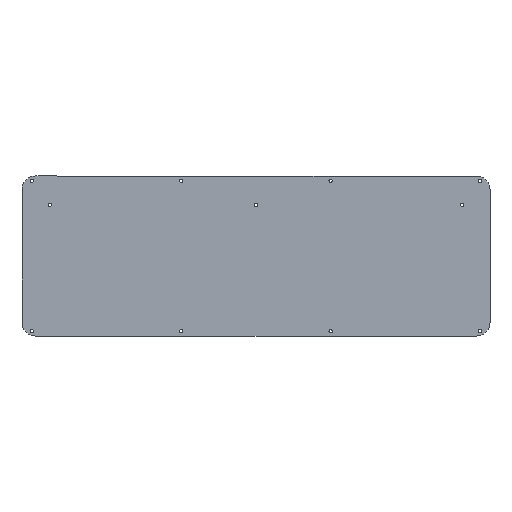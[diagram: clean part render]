
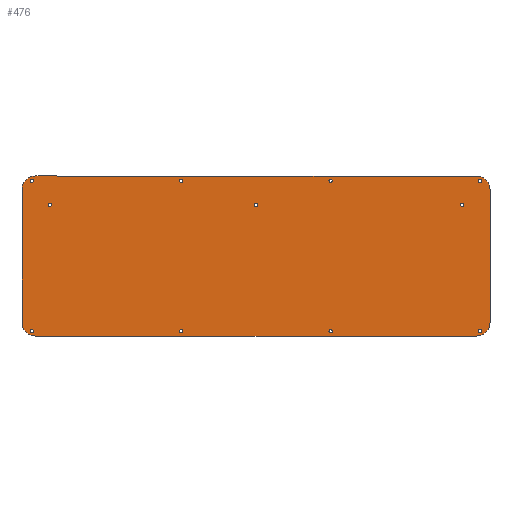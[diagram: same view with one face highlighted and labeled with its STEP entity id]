
A CAD part, top view. The second image highlights one B-rep face of the part: STEP entity #476.
In plain terms, the highlighted planar face has unit normal (0, 0, 1).
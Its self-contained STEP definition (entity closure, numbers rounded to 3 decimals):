
#15=FACE_BOUND('',#90,.T.);
#16=FACE_BOUND('',#91,.T.);
#17=FACE_BOUND('',#92,.T.);
#18=FACE_BOUND('',#93,.T.);
#19=FACE_BOUND('',#94,.T.);
#20=FACE_BOUND('',#95,.T.);
#21=FACE_BOUND('',#96,.T.);
#22=FACE_BOUND('',#97,.T.);
#23=FACE_BOUND('',#98,.T.);
#24=FACE_BOUND('',#99,.T.);
#25=FACE_BOUND('',#100,.T.);
#43=PLANE('',#543);
#66=FACE_OUTER_BOUND('',#89,.T.);
#89=EDGE_LOOP('',(#398,#399,#400,#401,#402,#403,#404,#405,#406,#407));
#90=EDGE_LOOP('',(#408));
#91=EDGE_LOOP('',(#409));
#92=EDGE_LOOP('',(#410));
#93=EDGE_LOOP('',(#411));
#94=EDGE_LOOP('',(#412));
#95=EDGE_LOOP('',(#413));
#96=EDGE_LOOP('',(#414));
#97=EDGE_LOOP('',(#415));
#98=EDGE_LOOP('',(#416));
#99=EDGE_LOOP('',(#417));
#100=EDGE_LOOP('',(#418));
#126=LINE('',#760,#159);
#129=LINE('',#766,#162);
#133=LINE('',#778,#166);
#137=LINE('',#790,#170);
#141=LINE('',#802,#174);
#145=LINE('',#812,#178);
#159=VECTOR('',#628,10.);
#162=VECTOR('',#633,10.);
#166=VECTOR('',#645,10.);
#170=VECTOR('',#657,10.);
#174=VECTOR('',#669,10.);
#178=VECTOR('',#681,10.);
#179=CIRCLE('',#493,1.1);
#181=CIRCLE('',#496,1.1);
#183=CIRCLE('',#499,1.1);
#185=CIRCLE('',#502,1.1);
#187=CIRCLE('',#505,1.1);
#189=CIRCLE('',#508,1.1);
#191=CIRCLE('',#511,1.1);
#193=CIRCLE('',#514,1.1);
#195=CIRCLE('',#517,1.1);
#197=CIRCLE('',#520,1.1);
#199=CIRCLE('',#523,1.1);
#202=CIRCLE('',#529,9.265);
#204=CIRCLE('',#533,9.265);
#206=CIRCLE('',#537,9.265);
#208=CIRCLE('',#541,9.045);
#209=VERTEX_POINT('',#688);
#211=VERTEX_POINT('',#694);
#213=VERTEX_POINT('',#700);
#215=VERTEX_POINT('',#706);
#217=VERTEX_POINT('',#712);
#219=VERTEX_POINT('',#718);
#221=VERTEX_POINT('',#724);
#223=VERTEX_POINT('',#730);
#225=VERTEX_POINT('',#736);
#227=VERTEX_POINT('',#742);
#229=VERTEX_POINT('',#748);
#233=VERTEX_POINT('',#757);
#234=VERTEX_POINT('',#759);
#236=VERTEX_POINT('',#765);
#238=VERTEX_POINT('',#771);
#240=VERTEX_POINT('',#777);
#242=VERTEX_POINT('',#783);
#244=VERTEX_POINT('',#789);
#246=VERTEX_POINT('',#795);
#248=VERTEX_POINT('',#801);
#250=VERTEX_POINT('',#807);
#251=EDGE_CURVE('',#209,#209,#179,.T.);
#254=EDGE_CURVE('',#211,#211,#181,.T.);
#257=EDGE_CURVE('',#213,#213,#183,.T.);
#260=EDGE_CURVE('',#215,#215,#185,.T.);
#263=EDGE_CURVE('',#217,#217,#187,.T.);
#266=EDGE_CURVE('',#219,#219,#189,.T.);
#269=EDGE_CURVE('',#221,#221,#191,.T.);
#272=EDGE_CURVE('',#223,#223,#193,.T.);
#275=EDGE_CURVE('',#225,#225,#195,.T.);
#278=EDGE_CURVE('',#227,#227,#197,.T.);
#281=EDGE_CURVE('',#229,#229,#199,.T.);
#286=EDGE_CURVE('',#234,#233,#126,.T.);
#289=EDGE_CURVE('',#236,#234,#129,.T.);
#292=EDGE_CURVE('',#238,#236,#202,.T.);
#295=EDGE_CURVE('',#240,#238,#133,.T.);
#298=EDGE_CURVE('',#242,#240,#204,.T.);
#301=EDGE_CURVE('',#244,#242,#137,.T.);
#304=EDGE_CURVE('',#246,#244,#206,.T.);
#307=EDGE_CURVE('',#248,#246,#141,.T.);
#310=EDGE_CURVE('',#250,#248,#208,.T.);
#313=EDGE_CURVE('',#233,#250,#145,.T.);
#398=ORIENTED_EDGE('',*,*,#313,.T.);
#399=ORIENTED_EDGE('',*,*,#310,.T.);
#400=ORIENTED_EDGE('',*,*,#307,.T.);
#401=ORIENTED_EDGE('',*,*,#304,.T.);
#402=ORIENTED_EDGE('',*,*,#301,.T.);
#403=ORIENTED_EDGE('',*,*,#298,.T.);
#404=ORIENTED_EDGE('',*,*,#295,.T.);
#405=ORIENTED_EDGE('',*,*,#292,.T.);
#406=ORIENTED_EDGE('',*,*,#289,.T.);
#407=ORIENTED_EDGE('',*,*,#286,.T.);
#408=ORIENTED_EDGE('',*,*,#281,.T.);
#409=ORIENTED_EDGE('',*,*,#278,.T.);
#410=ORIENTED_EDGE('',*,*,#275,.T.);
#411=ORIENTED_EDGE('',*,*,#272,.T.);
#412=ORIENTED_EDGE('',*,*,#269,.T.);
#413=ORIENTED_EDGE('',*,*,#266,.T.);
#414=ORIENTED_EDGE('',*,*,#263,.T.);
#415=ORIENTED_EDGE('',*,*,#260,.T.);
#416=ORIENTED_EDGE('',*,*,#257,.T.);
#417=ORIENTED_EDGE('',*,*,#254,.T.);
#418=ORIENTED_EDGE('',*,*,#251,.T.);
#476=ADVANCED_FACE('',(#66,#15,#16,#17,#18,#19,#20,#21,#22,#23,#24,#25),
#43,.T.);
#493=AXIS2_PLACEMENT_3D('',#689,#549,#550);
#496=AXIS2_PLACEMENT_3D('',#695,#556,#557);
#499=AXIS2_PLACEMENT_3D('',#701,#563,#564);
#502=AXIS2_PLACEMENT_3D('',#707,#570,#571);
#505=AXIS2_PLACEMENT_3D('',#713,#577,#578);
#508=AXIS2_PLACEMENT_3D('',#719,#584,#585);
#511=AXIS2_PLACEMENT_3D('',#725,#591,#592);
#514=AXIS2_PLACEMENT_3D('',#731,#598,#599);
#517=AXIS2_PLACEMENT_3D('',#737,#605,#606);
#520=AXIS2_PLACEMENT_3D('',#743,#612,#613);
#523=AXIS2_PLACEMENT_3D('',#749,#619,#620);
#529=AXIS2_PLACEMENT_3D('',#772,#639,#640);
#533=AXIS2_PLACEMENT_3D('',#784,#651,#652);
#537=AXIS2_PLACEMENT_3D('',#796,#663,#664);
#541=AXIS2_PLACEMENT_3D('',#808,#675,#676);
#543=AXIS2_PLACEMENT_3D('',#813,#682,#683);
#549=DIRECTION('center_axis',(0.,0.,-1.));
#550=DIRECTION('ref_axis',(1.,0.,0.));
#556=DIRECTION('center_axis',(0.,0.,-1.));
#557=DIRECTION('ref_axis',(1.,0.,0.));
#563=DIRECTION('center_axis',(0.,0.,-1.));
#564=DIRECTION('ref_axis',(1.,0.,0.));
#570=DIRECTION('center_axis',(0.,0.,-1.));
#571=DIRECTION('ref_axis',(1.,0.,0.));
#577=DIRECTION('center_axis',(0.,0.,-1.));
#578=DIRECTION('ref_axis',(1.,0.,0.));
#584=DIRECTION('center_axis',(0.,0.,-1.));
#585=DIRECTION('ref_axis',(1.,0.,0.));
#591=DIRECTION('center_axis',(0.,0.,-1.));
#592=DIRECTION('ref_axis',(1.,0.,0.));
#598=DIRECTION('center_axis',(0.,0.,-1.));
#599=DIRECTION('ref_axis',(1.,0.,0.));
#605=DIRECTION('center_axis',(0.,0.,-1.));
#606=DIRECTION('ref_axis',(1.,0.,0.));
#612=DIRECTION('center_axis',(0.,0.,-1.));
#613=DIRECTION('ref_axis',(1.,0.,0.));
#619=DIRECTION('center_axis',(0.,0.,-1.));
#620=DIRECTION('ref_axis',(1.,0.,0.));
#628=DIRECTION('',(-1.,0.002,0.));
#633=DIRECTION('',(-1.,0.,0.));
#639=DIRECTION('center_axis',(0.,0.,1.));
#640=DIRECTION('ref_axis',(1.,0.,0.));
#645=DIRECTION('',(0.,1.,0.));
#651=DIRECTION('center_axis',(0.,0.,1.));
#652=DIRECTION('ref_axis',(0.,-1.,0.));
#657=DIRECTION('',(1.,0.,0.));
#663=DIRECTION('center_axis',(0.,0.,1.));
#664=DIRECTION('ref_axis',(-1.,0.,0.));
#669=DIRECTION('',(0.,-1.,0.));
#675=DIRECTION('center_axis',(0.,0.,1.));
#676=DIRECTION('ref_axis',(0.,1.,0.));
#681=DIRECTION('',(-1.,0.,0.));
#682=DIRECTION('center_axis',(0.,0.,1.));
#683=DIRECTION('ref_axis',(1.,0.,0.));
#688=CARTESIAN_POINT('',(63.767,-91.733,-3.9));
#689=CARTESIAN_POINT('Origin',(64.867,-91.733,-3.9));
#694=CARTESIAN_POINT('',(75.9,-108.,-3.9));
#695=CARTESIAN_POINT('Origin',(77.,-108.,-3.9));
#700=CARTESIAN_POINT('',(215.006,-108.,-3.9));
#701=CARTESIAN_POINT('Origin',(216.106,-108.,-3.9));
#706=CARTESIAN_POINT('',(354.112,-108.,-3.9));
#707=CARTESIAN_POINT('Origin',(355.212,-108.,-3.9));
#712=CARTESIAN_POINT('',(366.131,-193.223,-3.9));
#713=CARTESIAN_POINT('Origin',(367.231,-193.223,-3.9));
#718=CARTESIAN_POINT('',(366.131,-91.788,-3.9));
#719=CARTESIAN_POINT('Origin',(367.231,-91.788,-3.9));
#724=CARTESIAN_POINT('',(265.343,-91.788,-3.9));
#725=CARTESIAN_POINT('Origin',(266.443,-91.788,-3.9));
#730=CARTESIAN_POINT('',(164.555,-91.788,-3.9));
#731=CARTESIAN_POINT('Origin',(165.655,-91.788,-3.9));
#736=CARTESIAN_POINT('',(265.343,-193.223,-3.9));
#737=CARTESIAN_POINT('Origin',(266.443,-193.223,-3.9));
#742=CARTESIAN_POINT('',(164.555,-193.223,-3.9));
#743=CARTESIAN_POINT('Origin',(165.655,-193.223,-3.9));
#748=CARTESIAN_POINT('',(63.767,-193.223,-3.9));
#749=CARTESIAN_POINT('Origin',(64.867,-193.223,-3.9));
#757=CARTESIAN_POINT('',(69.14,-88.487,-3.9));
#759=CARTESIAN_POINT('',(95.079,-88.539,-3.9));
#760=CARTESIAN_POINT('',(69.14,-88.487,-3.9));
#765=CARTESIAN_POINT('',(364.706,-88.53,-3.9));
#766=CARTESIAN_POINT('',(95.079,-88.539,-3.9));
#771=CARTESIAN_POINT('',(373.961,-97.795,-3.9));
#772=CARTESIAN_POINT('Origin',(364.696,-97.795,-3.9));
#777=CARTESIAN_POINT('',(373.961,-187.203,-3.9));
#778=CARTESIAN_POINT('',(373.961,-187.203,-3.9));
#783=CARTESIAN_POINT('',(364.696,-196.467,-3.9));
#784=CARTESIAN_POINT('Origin',(364.696,-187.203,-3.9));
#789=CARTESIAN_POINT('',(67.516,-196.467,-3.9));
#790=CARTESIAN_POINT('',(67.516,-196.467,-3.9));
#795=CARTESIAN_POINT('',(58.251,-187.203,-3.9));
#796=CARTESIAN_POINT('Origin',(67.516,-187.203,-3.9));
#801=CARTESIAN_POINT('',(58.251,-97.532,-3.9));
#802=CARTESIAN_POINT('',(58.251,-97.532,-3.9));
#807=CARTESIAN_POINT('',(67.296,-88.487,-3.9));
#808=CARTESIAN_POINT('Origin',(67.296,-97.532,-3.9));
#812=CARTESIAN_POINT('',(69.14,-88.487,-3.9));
#813=CARTESIAN_POINT('Origin',(216.106,-142.477,-3.9));
